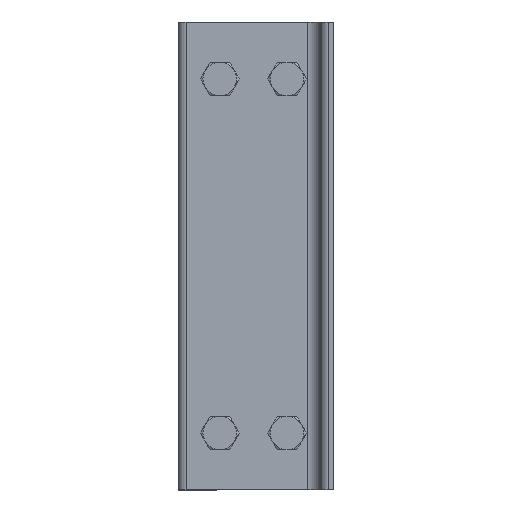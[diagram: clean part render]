
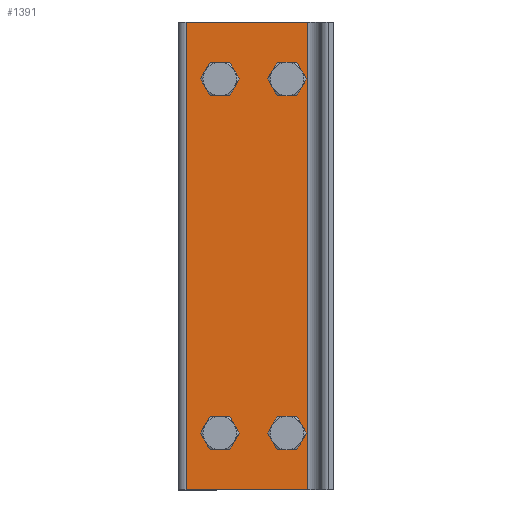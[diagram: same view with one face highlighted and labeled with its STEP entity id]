
A CAD part, left-side view. The second image highlights one B-rep face of the part: STEP entity #1391.
In plain terms, the highlighted face is planar.
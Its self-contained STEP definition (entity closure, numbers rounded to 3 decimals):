
#938=CARTESIAN_POINT('',(5.,48.25,22.0));
#939=VERTEX_POINT('',#938);
#940=CARTESIAN_POINT('',(5.,44.0,22.0));
#941=DIRECTION('',(-1.0,0.0,0.0));
#942=DIRECTION('',(0.0,-1.0,0.0));
#943=AXIS2_PLACEMENT_3D('',#940,#941,#942);
#944=CIRCLE('',#943,4.25);
#945=EDGE_CURVE('',#939,#939,#944,.T.);
#966=CARTESIAN_POINT('',(5.,48.25,159.));
#967=VERTEX_POINT('',#966);
#968=CARTESIAN_POINT('',(5.,44.0,159.));
#969=DIRECTION('',(-1.0,0.0,0.0));
#970=DIRECTION('',(0.0,-1.0,0.0));
#971=AXIS2_PLACEMENT_3D('',#968,#969,#970);
#972=CIRCLE('',#971,4.25);
#973=EDGE_CURVE('',#967,#967,#972,.T.);
#994=CARTESIAN_POINT('',(5.,22.25,22.0));
#995=VERTEX_POINT('',#994);
#996=CARTESIAN_POINT('',(5.,18.0,22.0));
#997=DIRECTION('',(-1.0,0.0,0.0));
#998=DIRECTION('',(0.0,-1.0,0.0));
#999=AXIS2_PLACEMENT_3D('',#996,#997,#998);
#1000=CIRCLE('',#999,4.25);
#1001=EDGE_CURVE('',#995,#995,#1000,.T.);
#1022=CARTESIAN_POINT('',(5.,22.25,159.));
#1023=VERTEX_POINT('',#1022);
#1024=CARTESIAN_POINT('',(5.,18.0,159.));
#1025=DIRECTION('',(-1.0,0.0,0.0));
#1026=DIRECTION('',(0.0,-1.0,0.0));
#1027=AXIS2_PLACEMENT_3D('',#1024,#1025,#1026);
#1028=CIRCLE('',#1027,4.25);
#1029=EDGE_CURVE('',#1023,#1023,#1028,.T.);
#1218=CARTESIAN_POINT('',(5.,57.0,0.0));
#1219=VERTEX_POINT('',#1218);
#1227=CARTESIAN_POINT('',(5.,10.,0.0));
#1228=VERTEX_POINT('',#1227);
#1229=CARTESIAN_POINT('',(5.,10.,0.0));
#1230=DIRECTION('',(0.0,1.0,0.0));
#1231=VECTOR('',#1230,47.0);
#1232=LINE('',#1229,#1231);
#1233=EDGE_CURVE('',#1228,#1219,#1232,.T.);
#1253=CARTESIAN_POINT('',(5.,57.0,181.0));
#1254=VERTEX_POINT('',#1253);
#1262=CARTESIAN_POINT('',(5.,57.0,181.0));
#1263=DIRECTION('',(0.0,0.0,-1.0));
#1264=VECTOR('',#1263,181.0);
#1265=LINE('',#1262,#1264);
#1266=EDGE_CURVE('',#1254,#1219,#1265,.T.);
#1285=CARTESIAN_POINT('',(5.,10.,181.0));
#1286=VERTEX_POINT('',#1285);
#1294=CARTESIAN_POINT('',(5.,57.0,181.0));
#1295=DIRECTION('',(0.0,-1.0,0.0));
#1296=VECTOR('',#1295,47.0);
#1297=LINE('',#1294,#1296);
#1298=EDGE_CURVE('',#1254,#1286,#1297,.T.);
#1357=CARTESIAN_POINT('',(5.,10.,0.0));
#1358=DIRECTION('',(0.0,0.0,1.0));
#1359=VECTOR('',#1358,181.0);
#1360=LINE('',#1357,#1359);
#1361=EDGE_CURVE('',#1228,#1286,#1360,.T.);
#1368=CARTESIAN_POINT('',(5.,60.0,0.0));
#1369=DIRECTION('',(1.0,0.0,0.0));
#1370=DIRECTION('',(0.0,0.0,-1.0));
#1371=AXIS2_PLACEMENT_3D('',#1368,#1369,#1370);
#1372=PLANE('',#1371);
#1373=ORIENTED_EDGE('',*,*,#1266,.F.);
#1374=ORIENTED_EDGE('',*,*,#1298,.T.);
#1375=ORIENTED_EDGE('',*,*,#1361,.F.);
#1376=ORIENTED_EDGE('',*,*,#1233,.T.);
#1377=EDGE_LOOP('',(#1373,#1374,#1375,#1376));
#1378=FACE_OUTER_BOUND('',#1377,.T.);
#1379=ORIENTED_EDGE('',*,*,#945,.T.);
#1380=EDGE_LOOP('',(#1379));
#1381=FACE_BOUND('',#1380,.T.);
#1382=ORIENTED_EDGE('',*,*,#973,.T.);
#1383=EDGE_LOOP('',(#1382));
#1384=FACE_BOUND('',#1383,.T.);
#1385=ORIENTED_EDGE('',*,*,#1001,.T.);
#1386=EDGE_LOOP('',(#1385));
#1387=FACE_BOUND('',#1386,.T.);
#1388=ORIENTED_EDGE('',*,*,#1029,.T.);
#1389=EDGE_LOOP('',(#1388));
#1390=FACE_BOUND('',#1389,.T.);
#1391=ADVANCED_FACE('',(#1378,#1381,#1384,#1387,#1390),#1372,.T.);
